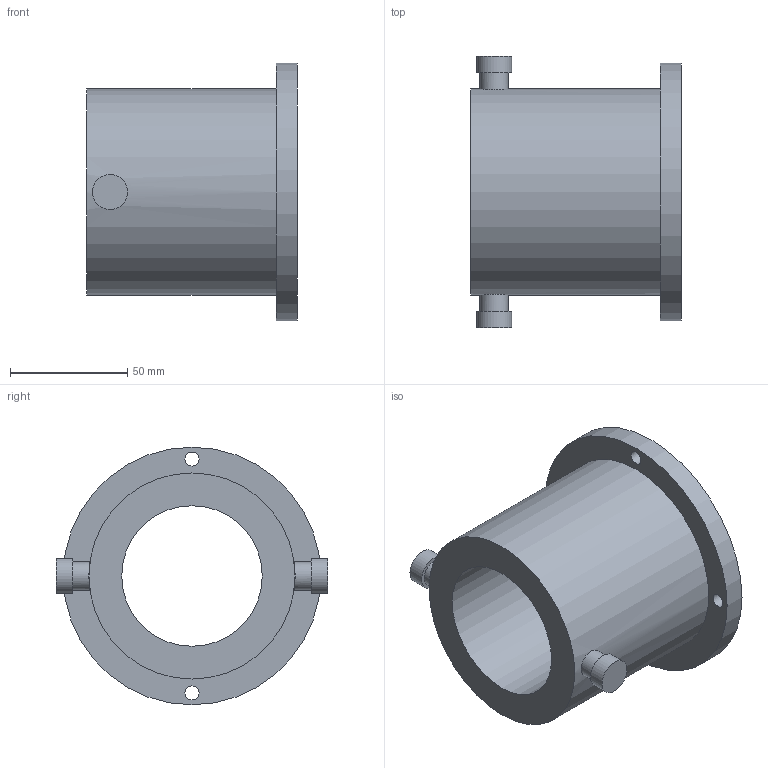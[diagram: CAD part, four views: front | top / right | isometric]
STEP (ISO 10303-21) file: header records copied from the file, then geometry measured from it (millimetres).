
FILE_DESCRIPTION(/* description */ (''),/* implementation_level */ '2;1');
FILE_NAME(/* name */ '',/* time_stamp */ '2024-01-03T22:01:23+07:00',/* author */ ('daveb'),/* organization */ (''),/* preprocessor_version */ 'ST-DEVELOPER v19.2',/* originating_system */ 'Autodesk Inventor 2024',/* authorisation */ '');
FILE_SCHEMA (('AUTOMOTIVE_DESIGN { 1 0 10303 214 3 1 1 }'));
Length unit declared in the file: millimetre
Products named in the file (1): [K2]Vòng_Cản
Bounding box: 90 x 116 x 110 mm (x, y, z)
Volume: 326777.5 mm3; surface area: 57729.3 mm2
Topology: 1 solids, 1 shells, 18 faces, 37 edges, 25 vertices
Faces by surface type: cylinder 11, plane 7
Full cylindrical faces by diameter (mm): 6 x4, 12 x2, 15 x2, 60 x1, 88 x1, 110 x1
Entity records: 611 total; most frequent: CARTESIAN_POINT 150, DIRECTION 90, ORIENTED_EDGE 74, AXIS2_PLACEMENT_3D 39, EDGE_CURVE 37, EDGE_LOOP 32, VERTEX_POINT 25, CIRCLE 20
